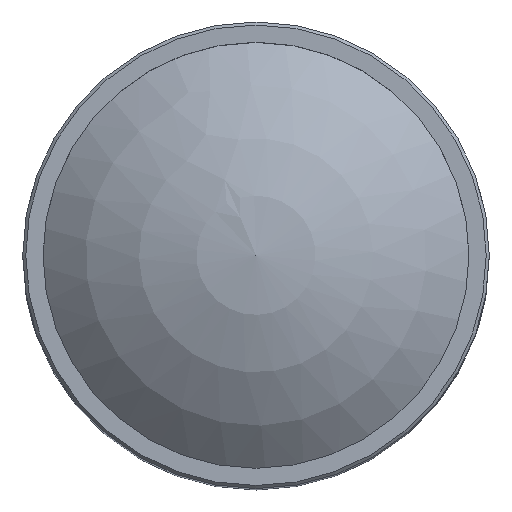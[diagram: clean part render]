
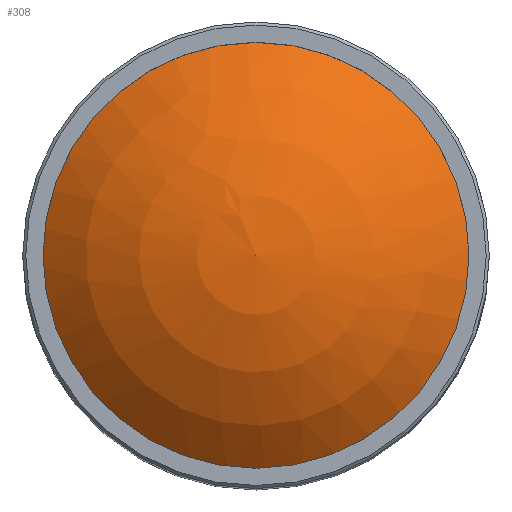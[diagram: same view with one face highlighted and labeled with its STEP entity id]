
A CAD part, top view. The second image highlights one B-rep face of the part: STEP entity #308.
In plain terms, the highlighted spherical face has radius 31.209 mm.
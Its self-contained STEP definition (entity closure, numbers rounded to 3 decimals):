
#38 = EDGE_CURVE ( 'NONE', #488, #488, #139, .T. ) ;
#86 = CARTESIAN_POINT ( 'NONE',  ( 0., 0., -447. ) ) ;
#139 = CIRCLE ( 'NONE', #840, 21.452 ) ;
#193 = EDGE_LOOP ( 'NONE', ( #334 ) ) ;
#308 = ADVANCED_FACE ( 'NONE', ( #505 ), #778, .T. ) ;
#334 = ORIENTED_EDGE ( 'NONE', *, *, #38, .F. ) ;
#341 = DIRECTION ( 'NONE',  ( -0.383, 0.924, 0. ) ) ;
#345 = DIRECTION ( 'NONE',  ( 0., 0., -1. ) ) ;
#484 = CARTESIAN_POINT ( 'NONE',  ( 8.217, -19.816, -447. ) ) ;
#488 = VERTEX_POINT ( 'NONE', #484 ) ;
#505 = FACE_OUTER_BOUND ( 'NONE', #193, .T. ) ;
#723 = CARTESIAN_POINT ( 'NONE',  ( 0., 0., -469.668 ) ) ;
#778 = SPHERICAL_SURFACE ( 'NONE', #797, 31.21 ) ;
#785 = DIRECTION ( 'NONE',  ( 0., 0., 1. ) ) ;
#797 = AXIS2_PLACEMENT_3D ( 'NONE', #723, #785, #341 ) ;
#810 = DIRECTION ( 'NONE',  ( 0.383, -0.924, 0. ) ) ;
#840 = AXIS2_PLACEMENT_3D ( 'NONE', #86, #345, #810 ) ;
